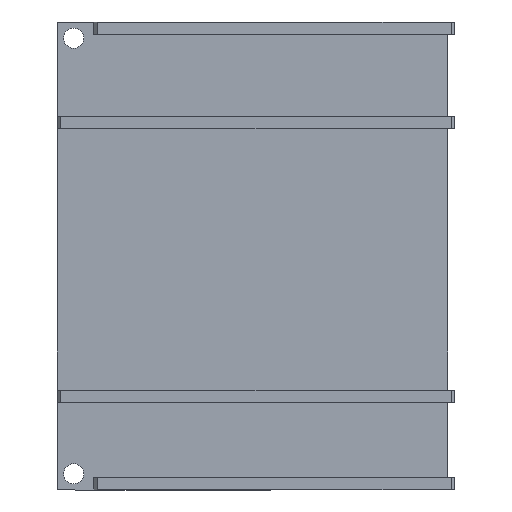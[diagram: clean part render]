
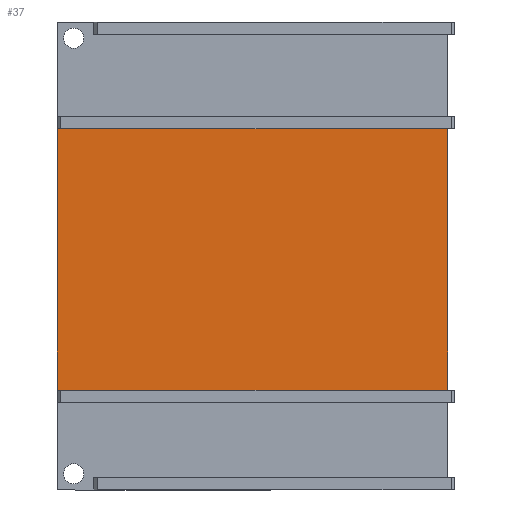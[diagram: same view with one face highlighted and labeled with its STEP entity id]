
A CAD part, front view. The second image highlights one B-rep face of the part: STEP entity #37.
In plain terms, the highlighted planar face has unit normal (0, -1, 0).
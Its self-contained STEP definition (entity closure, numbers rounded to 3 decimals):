
#37 = ADVANCED_FACE ( 'NONE', ( #612 ), #1107, .T. ) ;
#50 = VECTOR ( 'NONE', #1403, 1000. ) ;
#55 = DIRECTION ( 'NONE',  ( 0., 0., -1. ) ) ;
#138 = CARTESIAN_POINT ( 'NONE',  ( -217.574, 18.848, 20.305 ) ) ;
#154 = LINE ( 'NONE', #815, #869 ) ;
#230 = DIRECTION ( 'NONE',  ( 0., 0., -1. ) ) ;
#239 = VERTEX_POINT ( 'NONE', #1345 ) ;
#246 = DIRECTION ( 'NONE',  ( -1., 0., 0. ) ) ;
#263 = CARTESIAN_POINT ( 'NONE',  ( -159.774, 18.848, 20.305 ) ) ;
#282 = LINE ( 'NONE', #932, #1341 ) ;
#383 = EDGE_CURVE ( 'NONE', #1152, #239, #154, .T. ) ;
#388 = LINE ( 'NONE', #524, #50 ) ;
#411 = AXIS2_PLACEMENT_3D ( 'NONE', #983, #1312, #230 ) ;
#412 = DIRECTION ( 'NONE',  ( 0., 0., 1. ) ) ;
#455 = EDGE_CURVE ( 'NONE', #239, #818, #388, .T. ) ;
#524 = CARTESIAN_POINT ( 'NONE',  ( -217.574, 18.848, 59.005 ) ) ;
#612 = FACE_OUTER_BOUND ( 'NONE', #1110, .T. ) ;
#653 = EDGE_CURVE ( 'NONE', #687, #1152, #1292, .T. ) ;
#687 = VERTEX_POINT ( 'NONE', #263 ) ;
#815 = CARTESIAN_POINT ( 'NONE',  ( -217.574, 18.848, 74.805 ) ) ;
#818 = VERTEX_POINT ( 'NONE', #1150 ) ;
#869 = VECTOR ( 'NONE', #412, 1000. ) ;
#932 = CARTESIAN_POINT ( 'NONE',  ( -159.774, 18.848, 74.805 ) ) ;
#980 = ORIENTED_EDGE ( 'NONE', *, *, #1164, .F. ) ;
#983 = CARTESIAN_POINT ( 'NONE',  ( 0., 18.848, 0. ) ) ;
#1035 = ORIENTED_EDGE ( 'NONE', *, *, #653, .F. ) ;
#1041 = CARTESIAN_POINT ( 'NONE',  ( -217.574, 18.848, 20.305 ) ) ;
#1073 = VECTOR ( 'NONE', #246, 1000. ) ;
#1107 = PLANE ( 'NONE',  #411 ) ;
#1110 = EDGE_LOOP ( 'NONE', ( #1276, #1035, #980, #1251 ) ) ;
#1150 = CARTESIAN_POINT ( 'NONE',  ( -159.774, 18.848, 59.005 ) ) ;
#1152 = VERTEX_POINT ( 'NONE', #1041 ) ;
#1164 = EDGE_CURVE ( 'NONE', #818, #687, #282, .T. ) ;
#1251 = ORIENTED_EDGE ( 'NONE', *, *, #455, .F. ) ;
#1276 = ORIENTED_EDGE ( 'NONE', *, *, #383, .F. ) ;
#1292 = LINE ( 'NONE', #138, #1073 ) ;
#1312 = DIRECTION ( 'NONE',  ( 0., -1., 0. ) ) ;
#1341 = VECTOR ( 'NONE', #55, 1000. ) ;
#1345 = CARTESIAN_POINT ( 'NONE',  ( -217.574, 18.848, 59.005 ) ) ;
#1403 = DIRECTION ( 'NONE',  ( 1., 0., 0. ) ) ;
